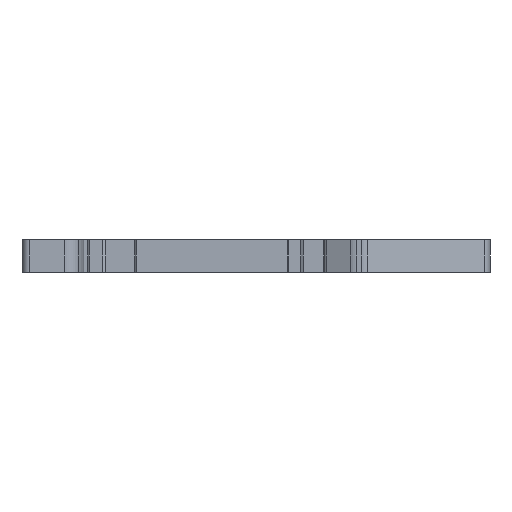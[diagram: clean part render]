
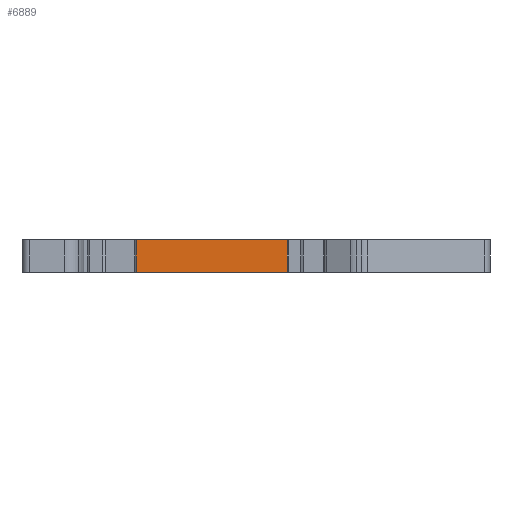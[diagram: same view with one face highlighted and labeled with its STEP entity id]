
A CAD part, front view. The second image highlights one B-rep face of the part: STEP entity #6889.
In plain terms, the highlighted planar face has unit normal (0, -1, 0).
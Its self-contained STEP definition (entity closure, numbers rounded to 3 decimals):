
#1331=DIRECTION('',(-1.,0.,0.));
#1332=VECTOR('',#1331,19.6);
#1333=CARTESIAN_POINT('',(14.8,-11.6,2.1));
#1334=LINE('',#1333,#1332);
#2628=DIRECTION('',(-1.,0.,0.));
#2629=VECTOR('',#2628,19.6);
#2630=CARTESIAN_POINT('',(14.8,-11.6,-2.1));
#2631=LINE('',#2630,#2629);
#2632=DIRECTION('',(0.,0.,-1.));
#2633=VECTOR('',#2632,4.2);
#2634=CARTESIAN_POINT('',(14.8,-11.6,2.1));
#2635=LINE('',#2634,#2633);
#2636=DIRECTION('',(0.,0.,-1.));
#2637=VECTOR('',#2636,4.2);
#2638=CARTESIAN_POINT('',(-4.8,-11.6,2.1));
#2639=LINE('',#2638,#2637);
#3179=CARTESIAN_POINT('',(-4.8,-11.6,-2.1));
#3180=VERTEX_POINT('',#3179);
#3181=CARTESIAN_POINT('',(14.8,-11.6,-2.1));
#3182=VERTEX_POINT('',#3181);
#3703=CARTESIAN_POINT('',(14.8,-11.6,2.1));
#3704=VERTEX_POINT('',#3703);
#3705=CARTESIAN_POINT('',(-4.8,-11.6,2.1));
#3706=VERTEX_POINT('',#3705);
#6877=CARTESIAN_POINT('',(-4.8,-11.6,-2.1));
#6878=DIRECTION('',(0.,-1.,0.));
#6879=DIRECTION('',(1.,0.,0.));
#6880=AXIS2_PLACEMENT_3D('',#6877,#6878,#6879);
#6881=PLANE('',#6880);
#6882=ORIENTED_EDGE('',*,*,#4160,.T.);
#6884=ORIENTED_EDGE('',*,*,#6883,.F.);
#6885=ORIENTED_EDGE('',*,*,#4911,.F.);
#6886=ORIENTED_EDGE('',*,*,#6870,.T.);
#6887=EDGE_LOOP('',(#6882,#6884,#6885,#6886));
#6888=FACE_OUTER_BOUND('',#6887,.F.);
#4160=EDGE_CURVE('',#3182,#3180,#2631,.T.);
#4911=EDGE_CURVE('',#3704,#3706,#1334,.T.);
#6870=EDGE_CURVE('',#3704,#3182,#2635,.T.);
#6883=EDGE_CURVE('',#3706,#3180,#2639,.T.);
#6889=ADVANCED_FACE('',(#6888),#6881,.T.);
